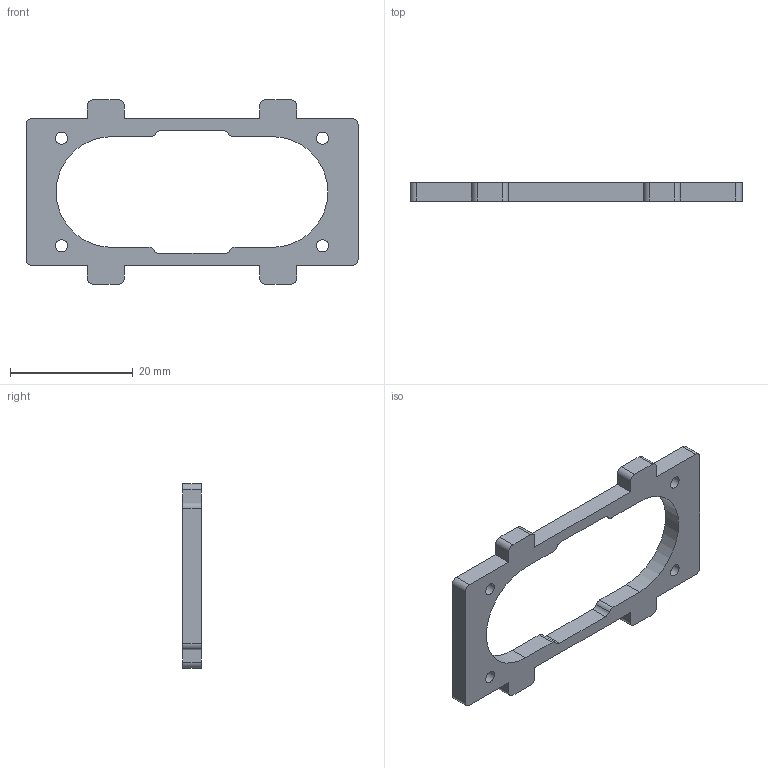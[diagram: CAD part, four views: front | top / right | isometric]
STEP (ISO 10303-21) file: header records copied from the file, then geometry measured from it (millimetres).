
FILE_DESCRIPTION(/* description */ (''),/* implementation_level */ '2;1');
FILE_NAME(/* name */ 'HC-SR04_Holder.stp',/* time_stamp */ '2023-03-07T12:35:00+01:00',/* author */ ('Oudenas'),/* organization */ (''),/* preprocessor_version */ 'ST-DEVELOPER v17',/* originating_system */ 'Autodesk Inventor 2019',/* authorisation */ '');
FILE_SCHEMA (('AUTOMOTIVE_DESIGN { 1 0 10303 214 3 1 1 }'));
Length unit declared in the file: millimetre
Products named in the file (1): HC-SR04_Holder
Bounding box: 54 x 3 x 30 mm (x, y, z)
Volume: 1808 mm3; surface area: 2136.5 mm2
Topology: 1 solids, 1 shells, 54 faces, 156 edges, 104 vertices
Faces by surface type: plane 28, cylinder 26
Full cylindrical faces by diameter (mm): 2 x4
Entity records: 1851 total; most frequent: DIRECTION 318, CARTESIAN_POINT 315, ORIENTED_EDGE 312, EDGE_CURVE 156, AXIS2_PLACEMENT_3D 107, LINE 104, VECTOR 104, VERTEX_POINT 104
